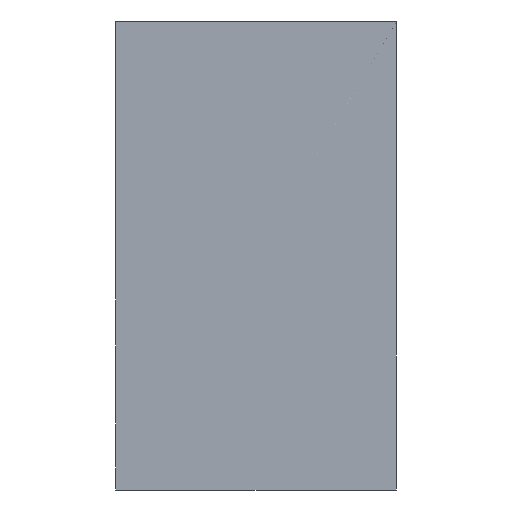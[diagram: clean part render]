
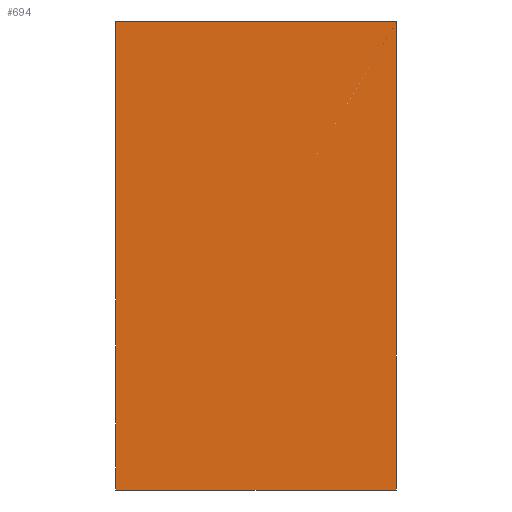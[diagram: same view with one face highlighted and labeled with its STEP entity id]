
A CAD part, front view. The second image highlights one B-rep face of the part: STEP entity #694.
In plain terms, the highlighted planar face has unit normal (0, -1, 0).
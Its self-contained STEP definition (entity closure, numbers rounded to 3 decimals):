
#101=FACE_OUTER_BOUND('',#139,.T.);
#139=EDGE_LOOP('',(#618,#619,#620,#621));
#176=LINE('',#1091,#241);
#186=LINE('',#1225,#251);
#206=LINE('',#1285,#271);
#207=LINE('',#1287,#272);
#241=VECTOR('',#862,10.);
#251=VECTOR('',#888,10.);
#271=VECTOR('',#956,10.);
#272=VECTOR('',#959,10.);
#311=VERTEX_POINT('',#1088);
#312=VERTEX_POINT('',#1090);
#324=VERTEX_POINT('',#1223);
#340=VERTEX_POINT('',#1283);
#389=EDGE_CURVE('',#311,#312,#176,.T.);
#407=EDGE_CURVE('',#324,#311,#186,.T.);
#437=EDGE_CURVE('',#340,#312,#206,.T.);
#438=EDGE_CURVE('',#324,#340,#207,.T.);
#618=ORIENTED_EDGE('',*,*,#438,.T.);
#619=ORIENTED_EDGE('',*,*,#437,.T.);
#620=ORIENTED_EDGE('',*,*,#389,.F.);
#621=ORIENTED_EDGE('',*,*,#407,.F.);
#658=PLANE('',#771);
#694=ADVANCED_FACE('',(#101),#658,.T.);
#771=AXIS2_PLACEMENT_3D('',#1286,#957,#958);
#862=DIRECTION('',(0.,0.,-1.));
#888=DIRECTION('',(1.,0.,0.));
#956=DIRECTION('',(1.,0.,0.));
#957=DIRECTION('center_axis',(0.,-1.,0.));
#958=DIRECTION('ref_axis',(0.,0.,-1.));
#959=DIRECTION('',(0.,0.,-1.));
#1088=CARTESIAN_POINT('',(40.,0.,57.));
#1090=CARTESIAN_POINT('',(40.,0.,42.));
#1091=CARTESIAN_POINT('',(40.,0.,57.));
#1223=CARTESIAN_POINT('',(31.,0.,57.));
#1225=CARTESIAN_POINT('',(31.,0.,57.));
#1283=CARTESIAN_POINT('',(31.,0.,42.));
#1285=CARTESIAN_POINT('',(31.,0.,42.));
#1286=CARTESIAN_POINT('Origin',(31.,0.,57.));
#1287=CARTESIAN_POINT('',(31.,0.,57.));
